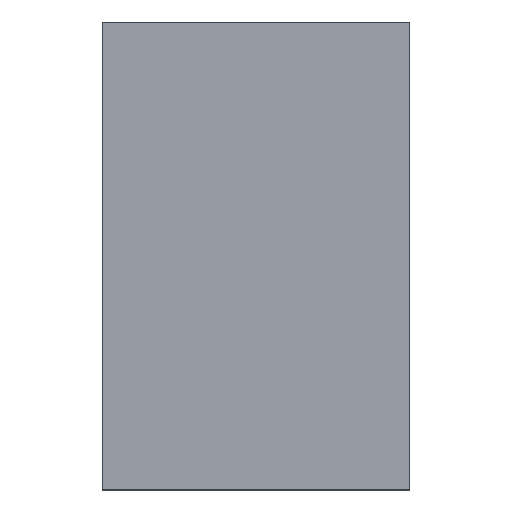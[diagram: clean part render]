
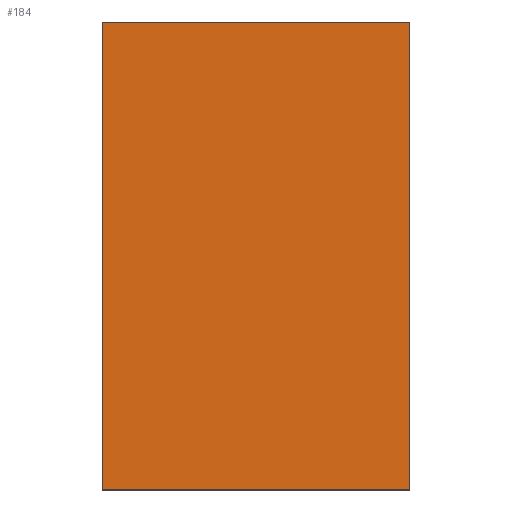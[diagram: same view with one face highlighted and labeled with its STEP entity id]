
A CAD part, top view. The second image highlights one B-rep face of the part: STEP entity #184.
In plain terms, the highlighted planar face has unit normal (0, 0, 1).
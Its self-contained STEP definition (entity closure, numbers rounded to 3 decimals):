
#1 = DIRECTION ( 'NONE',  ( 1., 0., 0. ) ) ;
#6 = CARTESIAN_POINT ( 'NONE',  ( 12.5, -19., 3. ) ) ;
#8 = CARTESIAN_POINT ( 'NONE',  ( -12.5, 19., 3. ) ) ;
#10 = FACE_OUTER_BOUND ( 'NONE', #188, .T. ) ;
#17 = CARTESIAN_POINT ( 'NONE',  ( -12.5, 19., 3. ) ) ;
#18 = CARTESIAN_POINT ( 'NONE',  ( -12.5, -19., 3. ) ) ;
#19 = DIRECTION ( 'NONE',  ( -1., 0., 0. ) ) ;
#25 = LINE ( 'NONE', #8, #113 ) ;
#32 = EDGE_CURVE ( 'NONE', #136, #42, #237, .T. ) ;
#33 = VECTOR ( 'NONE', #100, 1000. ) ;
#42 = VERTEX_POINT ( 'NONE', #6 ) ;
#44 = CARTESIAN_POINT ( 'NONE',  ( -12.5, 19., 3. ) ) ;
#46 = DIRECTION ( 'NONE',  ( 0., 0., 1. ) ) ;
#54 = CARTESIAN_POINT ( 'NONE',  ( 12.5, -19., 3. ) ) ;
#58 = ORIENTED_EDGE ( 'NONE', *, *, #32, .T. ) ;
#59 = CARTESIAN_POINT ( 'NONE',  ( -12.5, -19., 3. ) ) ;
#64 = VECTOR ( 'NONE', #206, 1000. ) ;
#65 = EDGE_CURVE ( 'NONE', #42, #177, #68, .T. ) ;
#68 = LINE ( 'NONE', #115, #64 ) ;
#87 = CARTESIAN_POINT ( 'NONE',  ( 12.5, 19., 3. ) ) ;
#94 = VECTOR ( 'NONE', #19, 1000. ) ;
#100 = DIRECTION ( 'NONE',  ( 1., 0., 0. ) ) ;
#113 = VECTOR ( 'NONE', #133, 1000. ) ;
#115 = CARTESIAN_POINT ( 'NONE',  ( 12.5, 19., 3. ) ) ;
#125 = EDGE_CURVE ( 'NONE', #235, #136, #25, .T. ) ;
#131 = PLANE ( 'NONE',  #132 ) ;
#132 = AXIS2_PLACEMENT_3D ( 'NONE', #54, #46, #1 ) ;
#133 = DIRECTION ( 'NONE',  ( 0., -1., 0. ) ) ;
#136 = VERTEX_POINT ( 'NONE', #18 ) ;
#170 = ORIENTED_EDGE ( 'NONE', *, *, #208, .T. ) ;
#176 = LINE ( 'NONE', #44, #94 ) ;
#177 = VERTEX_POINT ( 'NONE', #87 ) ;
#184 = ADVANCED_FACE ( 'NONE', ( #10 ), #131, .T. ) ;
#188 = EDGE_LOOP ( 'NONE', ( #209, #170, #192, #58 ) ) ;
#192 = ORIENTED_EDGE ( 'NONE', *, *, #125, .T. ) ;
#206 = DIRECTION ( 'NONE',  ( 0., 1., 0. ) ) ;
#208 = EDGE_CURVE ( 'NONE', #177, #235, #176, .T. ) ;
#209 = ORIENTED_EDGE ( 'NONE', *, *, #65, .T. ) ;
#235 = VERTEX_POINT ( 'NONE', #17 ) ;
#237 = LINE ( 'NONE', #59, #33 ) ;
